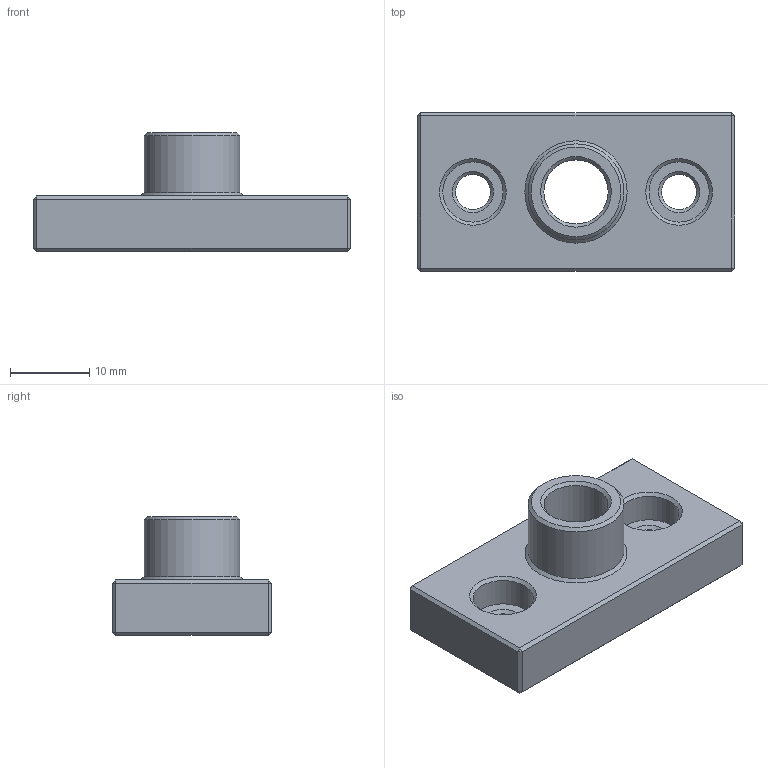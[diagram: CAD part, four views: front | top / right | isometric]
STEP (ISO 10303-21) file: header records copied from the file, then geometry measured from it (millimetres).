
FILE_DESCRIPTION(('FreeCAD Model'),'2;1');
FILE_NAME('z_axis_rod_holder.step','2020-06-01T16:15:47',('Felix Morgner'),(''), 'Open CASCADE STEP processor 7.4','FreeCAD','Unknown');
FILE_SCHEMA(('AUTOMOTIVE_DESIGN { 1 0 10303 214 1 1 1 1 }'));
Length unit declared in the file: millimetre
Products named in the file (2): TronXY_X5S_Z-axis_Rod_Holder; Body
Assembly tree (1 placements, depth 2):
  TronXY_X5S_Z-axis_Rod_Holder
    Body
Bounding box: 40 x 20 x 15 mm (x, y, z)
Volume: 5259 mm3; surface area: 3120.4 mm2
Topology: 1 solids, 1 shells, 46 faces, 88 edges, 47 vertices
Faces by surface type: plane 29, cone 10, cylinder 7
Full cylindrical faces by diameter (mm): 4.4 x2, 7.6 x2, 8.1 x2, 12.1 x1
Entity records: 2319 total; most frequent: DIRECTION 380, CARTESIAN_POINT 377, LINE 229, VECTOR 229, ORIENTED_EDGE 176, PCURVE 176, DEFINITIONAL_REPRESENTATION 176, EDGE_CURVE 88
